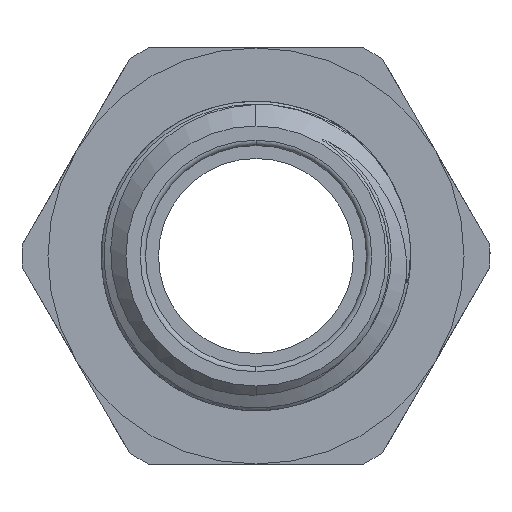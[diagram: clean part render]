
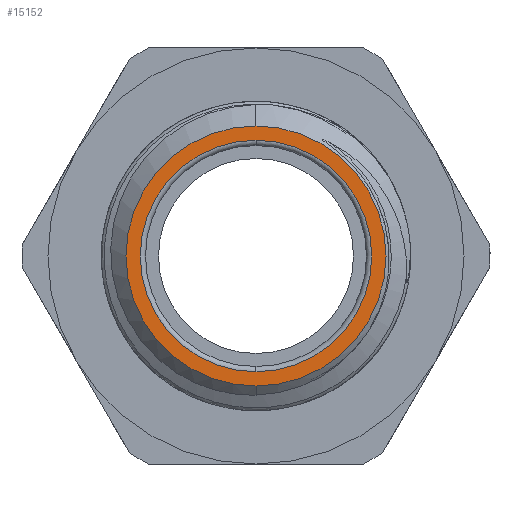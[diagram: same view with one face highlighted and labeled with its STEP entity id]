
A CAD part, front view. The second image highlights one B-rep face of the part: STEP entity #15152.
In plain terms, the highlighted planar face has unit normal (0, -1, 0).
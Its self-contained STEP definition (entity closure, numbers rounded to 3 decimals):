
#431 = CIRCLE ( 'NONE', #5168, 5. ) ;
#532 = FACE_OUTER_BOUND ( 'NONE', #14978, .T. ) ;
#833 = DIRECTION ( 'NONE',  ( 0., -1., 0. ) ) ;
#834 = CARTESIAN_POINT ( 'NONE',  ( 0., -18.4, 5. ) ) ;
#1182 = CIRCLE ( 'NONE', #12267, 5. ) ;
#2034 = DIRECTION ( 'NONE',  ( 0., 1., 0. ) ) ;
#2437 = ORIENTED_EDGE ( 'NONE', *, *, #7671, .T. ) ;
#3032 = AXIS2_PLACEMENT_3D ( 'NONE', #8009, #4382, #13055 ) ;
#3706 = CARTESIAN_POINT ( 'NONE',  ( 0., -18.4, 0. ) ) ;
#3996 = VERTEX_POINT ( 'NONE', #9579 ) ;
#4246 = DIRECTION ( 'NONE',  ( 0., -1., 0. ) ) ;
#4382 = DIRECTION ( 'NONE',  ( 0., 1., 0. ) ) ;
#4933 = DIRECTION ( 'NONE',  ( 0., 0., 1. ) ) ;
#5101 = EDGE_LOOP ( 'NONE', ( #16296, #5389 ) ) ;
#5168 = AXIS2_PLACEMENT_3D ( 'NONE', #3706, #16252, #4933 ) ;
#5389 = ORIENTED_EDGE ( 'NONE', *, *, #10743, .T. ) ;
#5556 = PLANE ( 'NONE',  #7523 ) ;
#5886 = ORIENTED_EDGE ( 'NONE', *, *, #13738, .T. ) ;
#6142 = VERTEX_POINT ( 'NONE', #834 ) ;
#6962 = FACE_BOUND ( 'NONE', #5101, .T. ) ;
#7213 = DIRECTION ( 'NONE',  ( 0., 0., -1. ) ) ;
#7523 = AXIS2_PLACEMENT_3D ( 'NONE', #10693, #4246, #10781 ) ;
#7671 = EDGE_CURVE ( 'NONE', #3996, #6142, #431, .T. ) ;
#7985 = CARTESIAN_POINT ( 'NONE',  ( 0., -18.4, 4.45 ) ) ;
#8009 = CARTESIAN_POINT ( 'NONE',  ( 0., -18.4, 0. ) ) ;
#8049 = AXIS2_PLACEMENT_3D ( 'NONE', #8126, #2034, #7213 ) ;
#8126 = CARTESIAN_POINT ( 'NONE',  ( 0., -18.4, 0. ) ) ;
#8259 = DIRECTION ( 'NONE',  ( 0., 0., 1. ) ) ;
#9579 = CARTESIAN_POINT ( 'NONE',  ( 0., -18.4, -5. ) ) ;
#10150 = CIRCLE ( 'NONE', #3032, 4.45 ) ;
#10214 = VERTEX_POINT ( 'NONE', #7985 ) ;
#10588 = VERTEX_POINT ( 'NONE', #13095 ) ;
#10693 = CARTESIAN_POINT ( 'NONE',  ( 0., -18.4, 0. ) ) ;
#10743 = EDGE_CURVE ( 'NONE', #10214, #10588, #15432, .T. ) ;
#10781 = DIRECTION ( 'NONE',  ( 0., 0., -1. ) ) ;
#12145 = CARTESIAN_POINT ( 'NONE',  ( 0., -18.4, 0. ) ) ;
#12267 = AXIS2_PLACEMENT_3D ( 'NONE', #12145, #833, #8259 ) ;
#13055 = DIRECTION ( 'NONE',  ( 0., 0., -1. ) ) ;
#13095 = CARTESIAN_POINT ( 'NONE',  ( 0., -18.4, -4.45 ) ) ;
#13635 = EDGE_CURVE ( 'NONE', #10588, #10214, #10150, .T. ) ;
#13738 = EDGE_CURVE ( 'NONE', #6142, #3996, #1182, .T. ) ;
#14978 = EDGE_LOOP ( 'NONE', ( #5886, #2437 ) ) ;
#15152 = ADVANCED_FACE ( 'NONE', ( #6962, #532 ), #5556, .T. ) ;
#15432 = CIRCLE ( 'NONE', #8049, 4.45 ) ;
#16252 = DIRECTION ( 'NONE',  ( 0., -1., 0. ) ) ;
#16296 = ORIENTED_EDGE ( 'NONE', *, *, #13635, .T. ) ;
